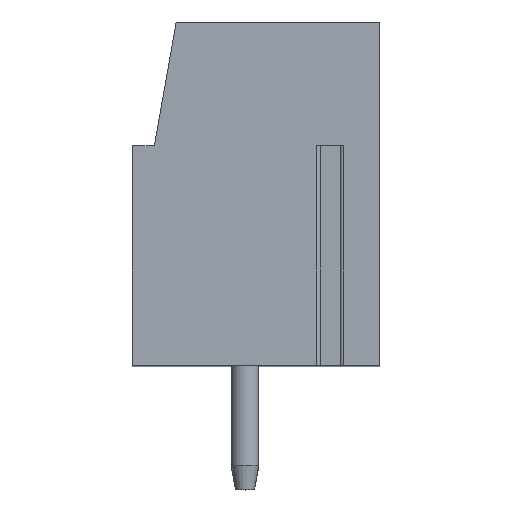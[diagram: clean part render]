
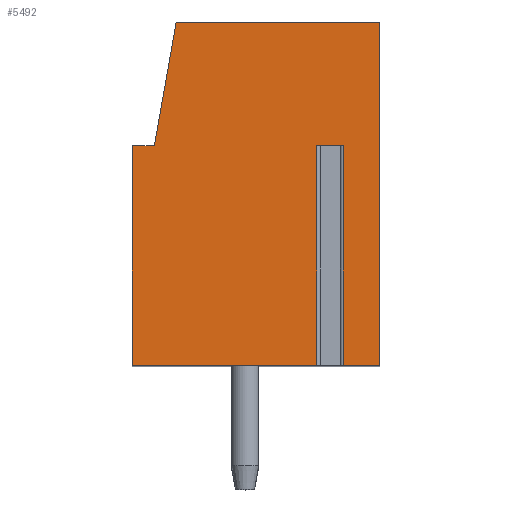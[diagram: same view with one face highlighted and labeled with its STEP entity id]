
A CAD part, top view. The second image highlights one B-rep face of the part: STEP entity #5492.
In plain terms, the highlighted planar face has unit normal (0, 0, 1).
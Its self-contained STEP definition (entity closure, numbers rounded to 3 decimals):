
#20=DIRECTION('',(-1.,0.,0.));
#21=VECTOR('',#20,0.958);
#22=CARTESIAN_POINT('',(3.179,1.75,22.5));
#23=LINE('',#22,#21);
#24=DIRECTION('',(0.,-1.,0.));
#25=VECTOR('',#24,8.);
#26=CARTESIAN_POINT('',(2.221,1.75,22.5));
#27=LINE('',#26,#25);
#28=DIRECTION('',(1.,0.,0.));
#29=VECTOR('',#28,6.721);
#30=CARTESIAN_POINT('',(-4.5,-6.25,22.5));
#31=LINE('',#30,#29);
#32=DIRECTION('',(0.,-1.,0.));
#33=VECTOR('',#32,8.);
#34=CARTESIAN_POINT('',(-4.5,1.75,22.5));
#35=LINE('',#34,#33);
#36=DIRECTION('',(-1.,0.,0.));
#37=VECTOR('',#36,0.8);
#38=CARTESIAN_POINT('',(-3.7,1.75,22.5));
#39=LINE('',#38,#37);
#40=DIRECTION('',(-0.174,-0.985,0.));
#41=VECTOR('',#40,4.569);
#42=CARTESIAN_POINT('',(-2.907,6.25,22.5));
#43=LINE('',#42,#41);
#44=DIRECTION('',(-1.,0.,0.));
#45=VECTOR('',#44,7.407);
#46=CARTESIAN_POINT('',(4.5,6.25,22.5));
#47=LINE('',#46,#45);
#48=DIRECTION('',(0.,1.,0.));
#49=VECTOR('',#48,12.5);
#50=CARTESIAN_POINT('',(4.5,-6.25,22.5));
#51=LINE('',#50,#49);
#52=DIRECTION('',(1.,0.,0.));
#53=VECTOR('',#52,1.321);
#54=CARTESIAN_POINT('',(3.179,-6.25,22.5));
#55=LINE('',#54,#53);
#56=DIRECTION('',(0.,-1.,0.));
#57=VECTOR('',#56,8.);
#58=CARTESIAN_POINT('',(3.179,1.75,22.5));
#59=LINE('',#58,#57);
#4320=CARTESIAN_POINT('',(-2.907,6.25,22.5));
#4321=CARTESIAN_POINT('',(-3.7,1.75,22.5));
#4322=VERTEX_POINT('',#4320);
#4323=VERTEX_POINT('',#4321);
#4324=CARTESIAN_POINT('',(-4.5,1.75,22.5));
#4325=VERTEX_POINT('',#4324);
#4326=CARTESIAN_POINT('',(-4.5,-6.25,22.5));
#4327=VERTEX_POINT('',#4326);
#4328=CARTESIAN_POINT('',(4.5,-6.25,22.5));
#4329=CARTESIAN_POINT('',(4.5,6.25,22.5));
#4330=VERTEX_POINT('',#4328);
#4331=VERTEX_POINT('',#4329);
#4388=CARTESIAN_POINT('',(3.179,1.75,22.5));
#4389=CARTESIAN_POINT('',(2.221,1.75,22.5));
#4390=VERTEX_POINT('',#4388);
#4391=VERTEX_POINT('',#4389);
#4392=CARTESIAN_POINT('',(3.179,-6.25,22.5));
#4393=VERTEX_POINT('',#4392);
#4394=CARTESIAN_POINT('',(2.221,-6.25,22.5));
#4395=VERTEX_POINT('',#4394);
#5465=CARTESIAN_POINT('',(0.,0.,22.5));
#5466=DIRECTION('',(0.,0.,1.));
#5467=DIRECTION('',(1.,0.,0.));
#5468=AXIS2_PLACEMENT_3D('',#5465,#5466,#5467);
#5469=PLANE('',#5468);
#5471=ORIENTED_EDGE('',*,*,#5470,.T.);
#5473=ORIENTED_EDGE('',*,*,#5472,.T.);
#5475=ORIENTED_EDGE('',*,*,#5474,.F.);
#5477=ORIENTED_EDGE('',*,*,#5476,.F.);
#5479=ORIENTED_EDGE('',*,*,#5478,.F.);
#5481=ORIENTED_EDGE('',*,*,#5480,.F.);
#5483=ORIENTED_EDGE('',*,*,#5482,.F.);
#5485=ORIENTED_EDGE('',*,*,#5484,.F.);
#5487=ORIENTED_EDGE('',*,*,#5486,.F.);
#5489=ORIENTED_EDGE('',*,*,#5488,.F.);
#5490=EDGE_LOOP('',(#5471,#5473,#5475,#5477,#5479,#5481,#5483,#5485,#5487,
#5489));
#5491=FACE_OUTER_BOUND('',#5490,.F.);
#5470=EDGE_CURVE('',#4390,#4391,#23,.T.);
#5472=EDGE_CURVE('',#4391,#4395,#27,.T.);
#5474=EDGE_CURVE('',#4327,#4395,#31,.T.);
#5476=EDGE_CURVE('',#4325,#4327,#35,.T.);
#5478=EDGE_CURVE('',#4323,#4325,#39,.T.);
#5480=EDGE_CURVE('',#4322,#4323,#43,.T.);
#5482=EDGE_CURVE('',#4331,#4322,#47,.T.);
#5484=EDGE_CURVE('',#4330,#4331,#51,.T.);
#5486=EDGE_CURVE('',#4393,#4330,#55,.T.);
#5488=EDGE_CURVE('',#4390,#4393,#59,.T.);
#5492=ADVANCED_FACE('',(#5491),#5469,.T.);
